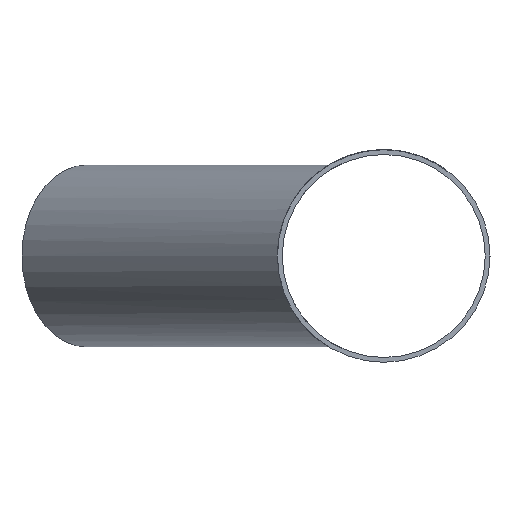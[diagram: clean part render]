
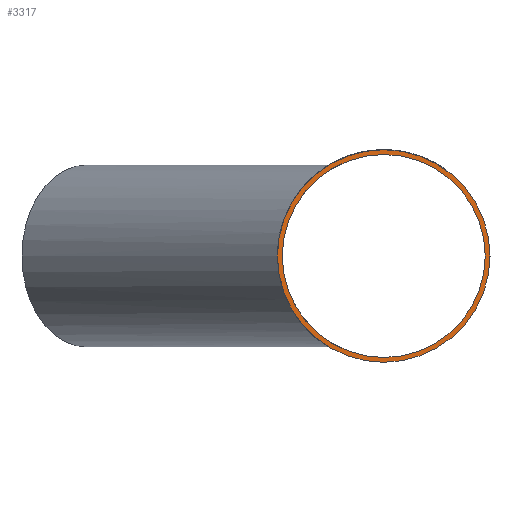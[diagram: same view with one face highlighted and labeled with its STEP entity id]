
A CAD part, left-side view. The second image highlights one B-rep face of the part: STEP entity #3317.
In plain terms, the highlighted planar face has unit normal (-1, 0, 0).
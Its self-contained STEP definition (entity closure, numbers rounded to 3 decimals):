
#2070 = EDGE_LOOP ( 'NONE', ( #15991 ) ) ;
#3317 = ADVANCED_FACE ( 'NONE', ( #27477, #28992 ), #12975, .T. ) ;
#3347 = VERTEX_POINT ( 'NONE', #14592 ) ;
#3485 = EDGE_CURVE ( 'NONE', #8165, #8165, #14169, .T. ) ;
#8165 = VERTEX_POINT ( 'NONE', #26888 ) ;
#10022 = AXIS2_PLACEMENT_3D ( 'NONE', #22563, #20493, #29823 ) ;
#12784 = DIRECTION ( 'NONE',  ( 0., 0., 1. ) ) ;
#12975 = PLANE ( 'NONE',  #13972 ) ;
#13114 = EDGE_CURVE ( 'NONE', #3347, #3347, #21082, .T. ) ;
#13972 = AXIS2_PLACEMENT_3D ( 'NONE', #22555, #24942, #27417 ) ;
#14169 = CIRCLE ( 'NONE', #25455, 44.45 ) ;
#14592 = CARTESIAN_POINT ( 'NONE',  ( -129., 0., 42.45 ) ) ;
#15148 = DIRECTION ( 'NONE',  ( -1., 0., 0. ) ) ;
#15991 = ORIENTED_EDGE ( 'NONE', *, *, #13114, .F. ) ;
#20493 = DIRECTION ( 'NONE',  ( -1., 0., 0. ) ) ;
#21082 = CIRCLE ( 'NONE', #10022, 42.45 ) ;
#22555 = CARTESIAN_POINT ( 'NONE',  ( -129., 0., 0. ) ) ;
#22563 = CARTESIAN_POINT ( 'NONE',  ( -129., 0., 0. ) ) ;
#24715 = EDGE_LOOP ( 'NONE', ( #28155 ) ) ;
#24942 = DIRECTION ( 'NONE',  ( -1., 0., 0. ) ) ;
#25455 = AXIS2_PLACEMENT_3D ( 'NONE', #26509, #15148, #12784 ) ;
#26509 = CARTESIAN_POINT ( 'NONE',  ( -129., 0., 0. ) ) ;
#26888 = CARTESIAN_POINT ( 'NONE',  ( -129., 0., 44.45 ) ) ;
#27417 = DIRECTION ( 'NONE',  ( 0., 0., 1. ) ) ;
#27477 = FACE_BOUND ( 'NONE', #2070, .T. ) ;
#28155 = ORIENTED_EDGE ( 'NONE', *, *, #3485, .T. ) ;
#28992 = FACE_OUTER_BOUND ( 'NONE', #24715, .T. ) ;
#29823 = DIRECTION ( 'NONE',  ( 0., 0., 1. ) ) ;
